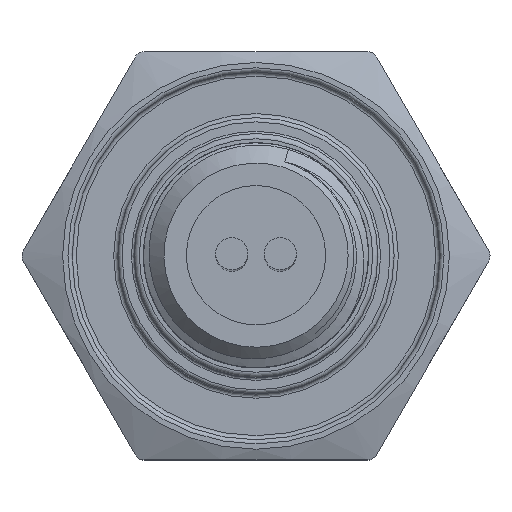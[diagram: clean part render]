
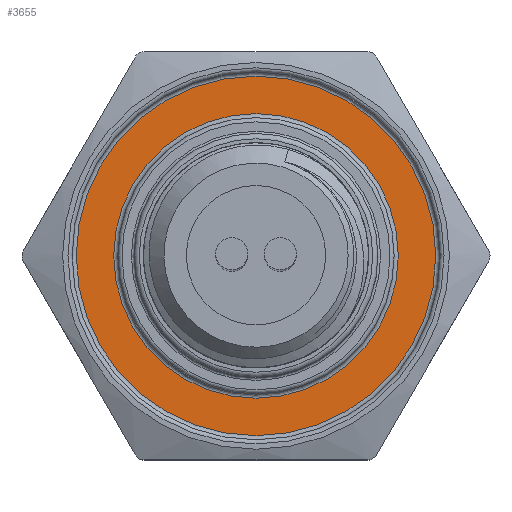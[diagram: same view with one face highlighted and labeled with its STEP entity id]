
A CAD part, top view. The second image highlights one B-rep face of the part: STEP entity #3655.
In plain terms, the highlighted planar face has unit normal (0, 0, 1).
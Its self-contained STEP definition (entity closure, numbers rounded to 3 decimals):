
#133=FACE_BOUND($,#1052,.T.);
#190=CIRCLE($,#3864,8.782);
#193=CIRCLE($,#3868,6.953);
#799=FACE_OUTER_BOUND($,#1051,.T.);
#1051=EDGE_LOOP($,(#2700));
#1052=EDGE_LOOP($,(#2701));
#1685=VERTEX_POINT($,#6251);
#1688=VERTEX_POINT($,#6258);
#2056=EDGE_CURVE($,#1685,#1685,#190,.T.);
#2059=EDGE_CURVE($,#1688,#1688,#193,.T.);
#2700=ORIENTED_EDGE($,*,*,#2056,.T.);
#2701=ORIENTED_EDGE($,*,*,#2059,.T.);
#3539=PLANE($,#3934);
#3655=ADVANCED_FACE($,(#799,#133),#3539,.T.);
#3864=AXIS2_PLACEMENT_3D($,#6252,#4167,#4168);
#3868=AXIS2_PLACEMENT_3D($,#6259,#4175,#4176);
#3934=AXIS2_PLACEMENT_3D($,#6675,#4323,#4324);
#4167=DIRECTION('center_axis',(0.,0.,1.));
#4168=DIRECTION('ref_axis',(1.,0.,0.));
#4175=DIRECTION('center_axis',(0.,0.,-1.));
#4176=DIRECTION('ref_axis',(1.,0.,0.));
#4323=DIRECTION('center_axis',(0.,0.,1.));
#4324=DIRECTION('ref_axis',(1.,0.,0.));
#6251=CARTESIAN_POINT('',(8.782,0.,16.129));
#6252=CARTESIAN_POINT('Origin',(0.,0.,16.129));
#6258=CARTESIAN_POINT('',(6.953,0.,16.129));
#6259=CARTESIAN_POINT('Origin',(0.,0.,16.129));
#6675=CARTESIAN_POINT('Origin',(0.,0.,16.129));
